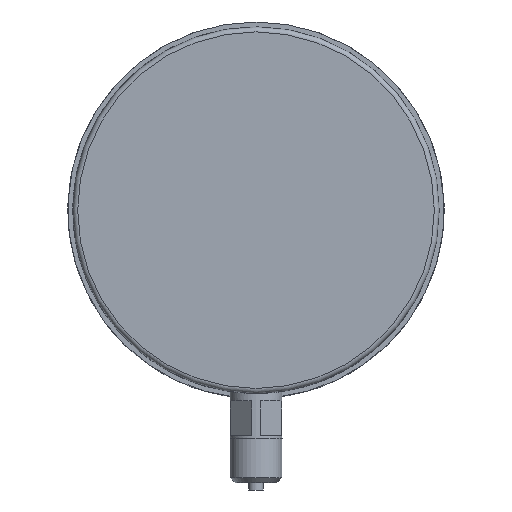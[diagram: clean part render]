
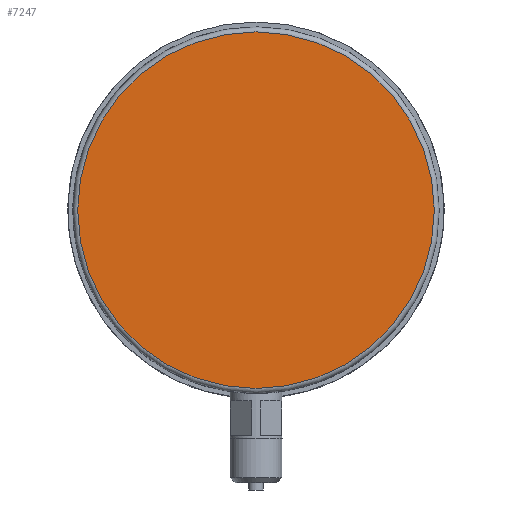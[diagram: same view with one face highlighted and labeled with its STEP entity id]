
A CAD part, left-side view. The second image highlights one B-rep face of the part: STEP entity #7247.
In plain terms, the highlighted planar face has unit normal (-1, 0, 0).
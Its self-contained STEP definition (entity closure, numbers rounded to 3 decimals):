
#79=CIRCLE('',#7712,72.);
#80=CIRCLE('',#7713,72.);
#545=PLANE('',#7718);
#941=FACE_OUTER_BOUND('',#1410,.T.);
#1410=EDGE_LOOP('',(#6798,#6799));
#3861=VERTEX_POINT('',#11772);
#3862=VERTEX_POINT('',#11774);
#4842=EDGE_CURVE('',#3861,#3862,#79,.T.);
#4843=EDGE_CURVE('',#3862,#3861,#80,.T.);
#6798=ORIENTED_EDGE('',*,*,#4843,.F.);
#6799=ORIENTED_EDGE('',*,*,#4842,.F.);
#7247=ADVANCED_FACE('',(#941),#545,.F.);
#7712=AXIS2_PLACEMENT_3D('',#11775,#9487,#9488);
#7713=AXIS2_PLACEMENT_3D('',#11776,#9489,#9490);
#7718=AXIS2_PLACEMENT_3D('',#11783,#9500,#9501);
#9487=DIRECTION('center_axis',(1.,0.,0.));
#9488=DIRECTION('ref_axis',(0.,-1.,0.));
#9489=DIRECTION('center_axis',(1.,0.,0.));
#9490=DIRECTION('ref_axis',(0.,-1.,0.));
#9500=DIRECTION('center_axis',(1.,0.,0.));
#9501=DIRECTION('ref_axis',(0.,0.,-1.));
#11772=CARTESIAN_POINT('',(0.,0.,72.));
#11774=CARTESIAN_POINT('',(0.,72.,0.));
#11775=CARTESIAN_POINT('Origin',(0.,0.,0.));
#11776=CARTESIAN_POINT('Origin',(0.,0.,0.));
#11783=CARTESIAN_POINT('Origin',(0.,0.,0.));
